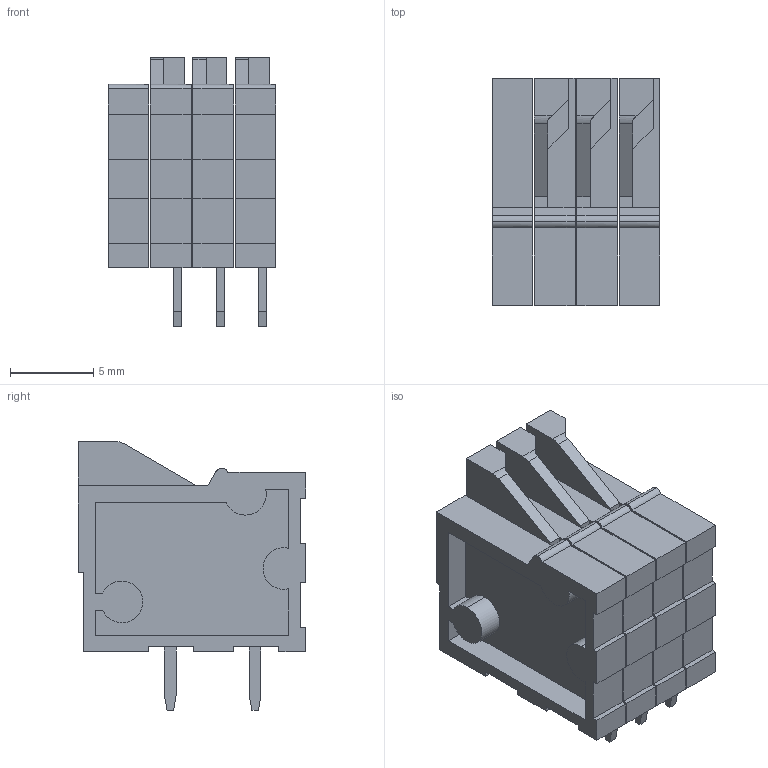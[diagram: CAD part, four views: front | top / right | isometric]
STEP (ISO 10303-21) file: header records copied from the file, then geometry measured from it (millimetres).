
FILE_DESCRIPTION(('TFLEX Exchange Step'),'2;1');
FILE_NAME('DG141R-3-2.54.step', '2021-03-25T09:56:37+04:00',('User'),('Unknown organisation'),'TFLEX Exchange 2019.0','T-FLEX CAD','Unknown authorisation');
FILE_SCHEMA( ('AUTOMOTIVE_DESIGN { 1 0 10303 214 1 1 1 1 }') );
Length unit declared in the file: millimetre
Products named in the file (1): BUFFER:00000095D3A5C3E0 
Bounding box: 10.06 x 13.6 x 16.1 mm (x, y, z)
Volume: 1187.7 mm3; surface area: 2055.4 mm2
Topology: 13 solids, 13 shells, 253 faces, 657 edges, 434 vertices
Faces by surface type: plane 225, cylinder 19, cone 9
Full cylindrical faces by diameter (mm): 1.6 x3
Entity records: 8887 total; most frequent: CARTESIAN_POINT 3946, ORIENTED_EDGE 1314, B_SPLINE_CURVE_WITH_KNOTS 657, EDGE_CURVE 657, DIRECTION 508, VERTEX_POINT 434, EDGE_LOOP 257, FACE_BOUND 257
